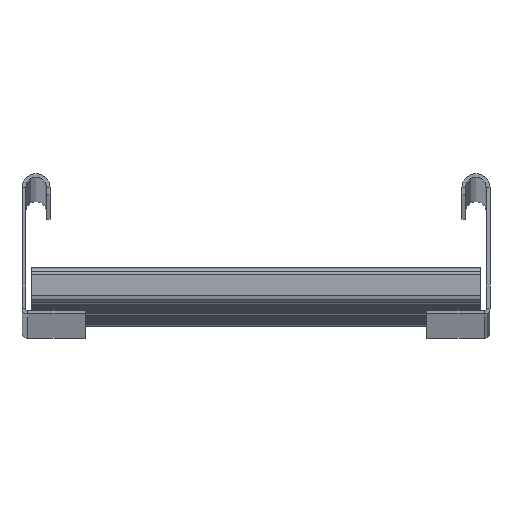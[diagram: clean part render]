
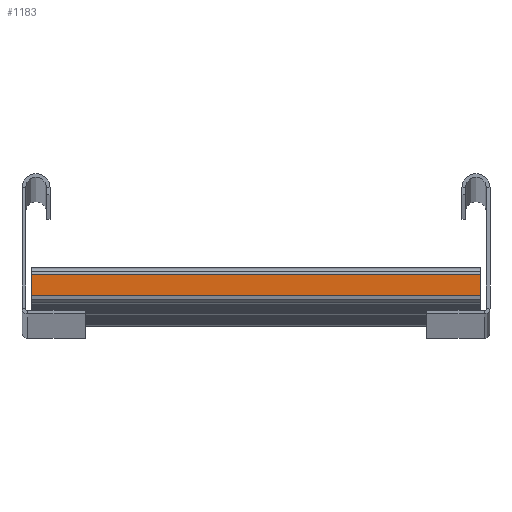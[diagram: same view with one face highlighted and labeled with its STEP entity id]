
A CAD part, top view. The second image highlights one B-rep face of the part: STEP entity #1183.
In plain terms, the highlighted face is planar.
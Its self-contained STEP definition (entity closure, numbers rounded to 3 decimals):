
#39 = DIRECTION ( 'NONE',  ( 0., 0., -1. ) ) ;
#71 = LINE ( 'NONE', #777, #1647 ) ;
#74 = VERTEX_POINT ( 'NONE', #956 ) ;
#166 = DIRECTION ( 'NONE',  ( 1., 0., 0. ) ) ;
#185 = DIRECTION ( 'NONE',  ( 0., 1., 0. ) ) ;
#195 = LINE ( 'NONE', #598, #814 ) ;
#246 = VECTOR ( 'NONE', #947, 1000. ) ;
#335 = VECTOR ( 'NONE', #185, 1000. ) ;
#423 = LINE ( 'NONE', #804, #246 ) ;
#468 = VERTEX_POINT ( 'NONE', #1260 ) ;
#561 = LINE ( 'NONE', #604, #335 ) ;
#598 = CARTESIAN_POINT ( 'NONE',  ( -15., 12., -96. ) ) ;
#604 = CARTESIAN_POINT ( 'NONE',  ( -15., 3., 96. ) ) ;
#617 = ORIENTED_EDGE ( 'NONE', *, *, #798, .F. ) ;
#668 = CARTESIAN_POINT ( 'NONE',  ( -15., 3., -96. ) ) ;
#739 = ORIENTED_EDGE ( 'NONE', *, *, #1643, .F. ) ;
#777 = CARTESIAN_POINT ( 'NONE',  ( -15., 3., -96. ) ) ;
#798 = EDGE_CURVE ( 'NONE', #468, #1460, #423, .T. ) ;
#804 = CARTESIAN_POINT ( 'NONE',  ( -15., 3., -96. ) ) ;
#814 = VECTOR ( 'NONE', #1562, 1000. ) ;
#850 = ORIENTED_EDGE ( 'NONE', *, *, #859, .T. ) ;
#859 = EDGE_CURVE ( 'NONE', #74, #1624, #561, .T. ) ;
#869 = PLANE ( 'NONE',  #927 ) ;
#927 = AXIS2_PLACEMENT_3D ( 'NONE', #668, #166, #39 ) ;
#935 = CARTESIAN_POINT ( 'NONE',  ( -15., 12., -96. ) ) ;
#947 = DIRECTION ( 'NONE',  ( 0., 1., 0. ) ) ;
#956 = CARTESIAN_POINT ( 'NONE',  ( -15., 3., 96. ) ) ;
#980 = ORIENTED_EDGE ( 'NONE', *, *, #1352, .T. ) ;
#1021 = CARTESIAN_POINT ( 'NONE',  ( -15., 12., 96. ) ) ;
#1183 = ADVANCED_FACE ( 'NONE', ( #1415 ), #869, .F. ) ;
#1260 = CARTESIAN_POINT ( 'NONE',  ( -15., 3., -96. ) ) ;
#1352 = EDGE_CURVE ( 'NONE', #468, #74, #71, .T. ) ;
#1415 = FACE_OUTER_BOUND ( 'NONE', #1486, .T. ) ;
#1460 = VERTEX_POINT ( 'NONE', #935 ) ;
#1486 = EDGE_LOOP ( 'NONE', ( #850, #739, #617, #980 ) ) ;
#1562 = DIRECTION ( 'NONE',  ( 0., 0., 1. ) ) ;
#1624 = VERTEX_POINT ( 'NONE', #1021 ) ;
#1643 = EDGE_CURVE ( 'NONE', #1460, #1624, #195, .T. ) ;
#1647 = VECTOR ( 'NONE', #1727, 1000. ) ;
#1727 = DIRECTION ( 'NONE',  ( 0., 0., 1. ) ) ;
